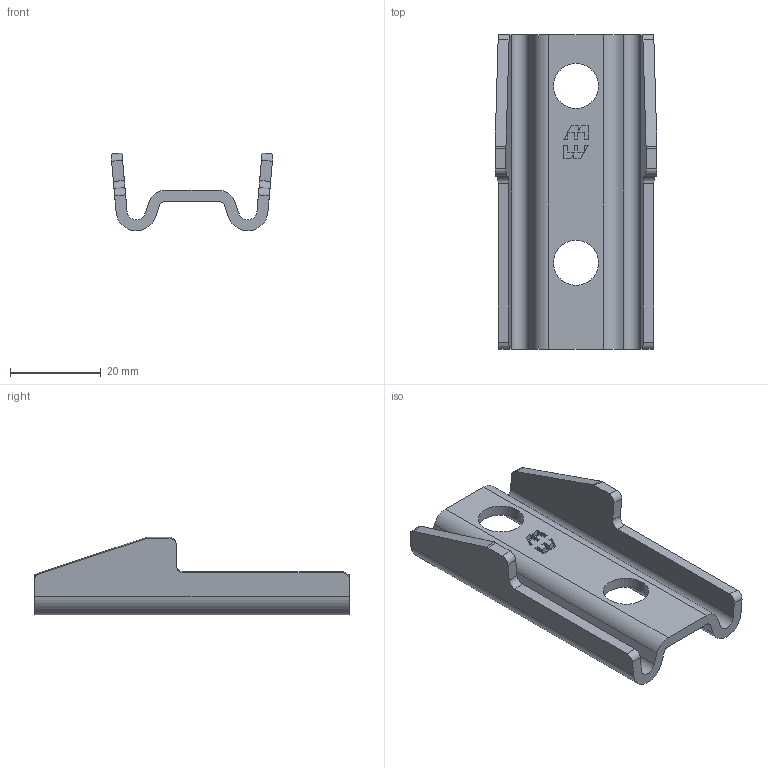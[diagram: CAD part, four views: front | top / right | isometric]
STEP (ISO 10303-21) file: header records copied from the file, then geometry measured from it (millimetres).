
FILE_DESCRIPTION (( 'STEP AP214' ), '1' );
FILE_NAME ('ESSMFHD.STEP', '2019-09-05T15:50:45', ( '' ), ( '' ), 'SwSTEP 2.0', 'SolidWorks 2018', '' );
FILE_SCHEMA (( 'AUTOMOTIVE_DESIGN' ));
Length unit declared in the file: inch
Products named in the file (1): ESSMFHD
Bounding box: 35.62 x 69.24 x 17.1 mm (x, y, z)
Volume: 8903.7 mm3; surface area: 8213.1 mm2
Topology: 1 solids, 1 shells, 90 faces, 252 edges, 168 vertices
Faces by surface type: plane 68, cylinder 22
Entity records: 4098 total; most frequent: CARTESIAN_POINT 511, ORIENTED_EDGE 504, DIRECTION 478, EDGE_CURVE 252, LINE 208, VECTOR 208, VERTEX_POINT 168, AXIS2_PLACEMENT_3D 135
